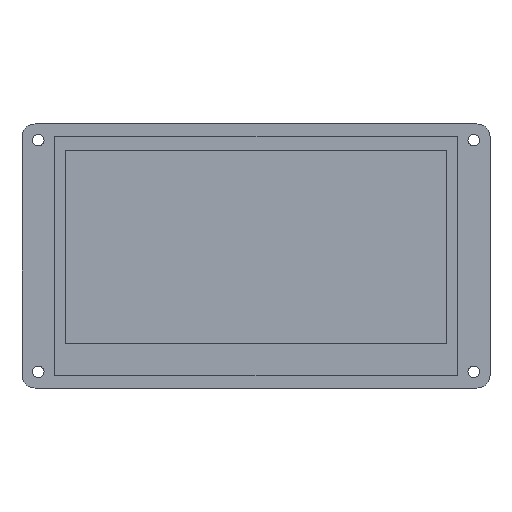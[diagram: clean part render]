
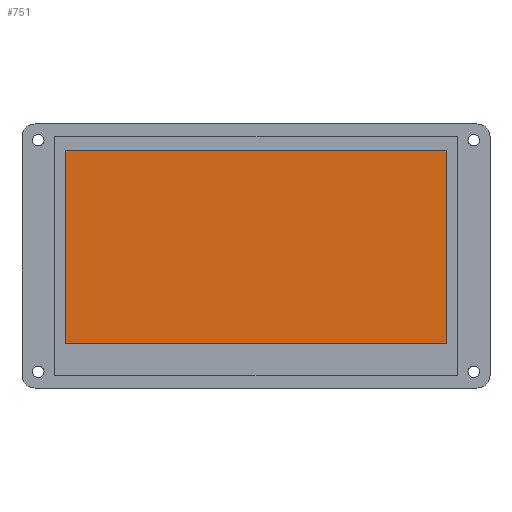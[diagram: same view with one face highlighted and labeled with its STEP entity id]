
A CAD part, top view. The second image highlights one B-rep face of the part: STEP entity #751.
In plain terms, the highlighted planar face has unit normal (0, 0, 1).
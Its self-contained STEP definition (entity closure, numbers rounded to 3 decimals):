
#55 = VECTOR ( 'NONE', #798, 1000. ) ;
#62 = CARTESIAN_POINT ( 'NONE',  ( 0., 0., 9.1 ) ) ;
#76 = LINE ( 'NONE', #293, #55 ) ;
#80 = LINE ( 'NONE', #461, #444 ) ;
#83 = EDGE_CURVE ( 'NONE', #893, #565, #76, .T. ) ;
#91 = CARTESIAN_POINT ( 'NONE',  ( 130.3, -67.412, 9.1 ) ) ;
#109 = ORIENTED_EDGE ( 'NONE', *, *, #83, .T. ) ;
#119 = VERTEX_POINT ( 'NONE', #219 ) ;
#155 = EDGE_CURVE ( 'NONE', #502, #119, #206, .T. ) ;
#206 = LINE ( 'NONE', #481, #456 ) ;
#208 = ORIENTED_EDGE ( 'NONE', *, *, #640, .T. ) ;
#216 = DIRECTION ( 'NONE',  ( 0., 0., 1. ) ) ;
#219 = CARTESIAN_POINT ( 'NONE',  ( 130.3, -67.412, 9.1 ) ) ;
#293 = CARTESIAN_POINT ( 'NONE',  ( 130.3, -8.07, 9.1 ) ) ;
#324 = CARTESIAN_POINT ( 'NONE',  ( 13.2, -8.07, 9.1 ) ) ;
#327 = VECTOR ( 'NONE', #591, 1000. ) ;
#360 = CARTESIAN_POINT ( 'NONE',  ( 130.3, -8.07, 9.1 ) ) ;
#444 = VECTOR ( 'NONE', #954, 1000. ) ;
#456 = VECTOR ( 'NONE', #559, 1000. ) ;
#461 = CARTESIAN_POINT ( 'NONE',  ( 13.2, -8.07, 9.1 ) ) ;
#481 = CARTESIAN_POINT ( 'NONE',  ( 13.2, -67.412, 9.1 ) ) ;
#502 = VERTEX_POINT ( 'NONE', #523 ) ;
#519 = ORIENTED_EDGE ( 'NONE', *, *, #980, .T. ) ;
#523 = CARTESIAN_POINT ( 'NONE',  ( 13.2, -67.412, 9.1 ) ) ;
#559 = DIRECTION ( 'NONE',  ( 1., 0., 0. ) ) ;
#565 = VERTEX_POINT ( 'NONE', #324 ) ;
#584 = LINE ( 'NONE', #91, #327 ) ;
#591 = DIRECTION ( 'NONE',  ( 0., 1., 0. ) ) ;
#629 = ORIENTED_EDGE ( 'NONE', *, *, #155, .T. ) ;
#640 = EDGE_CURVE ( 'NONE', #119, #893, #584, .T. ) ;
#725 = FACE_OUTER_BOUND ( 'NONE', #809, .T. ) ;
#751 = ADVANCED_FACE ( 'NONE', ( #725 ), #1048, .T. ) ;
#798 = DIRECTION ( 'NONE',  ( -1., 0., 0. ) ) ;
#800 = DIRECTION ( 'NONE',  ( 1., 0., 0. ) ) ;
#809 = EDGE_LOOP ( 'NONE', ( #109, #519, #629, #208 ) ) ;
#893 = VERTEX_POINT ( 'NONE', #360 ) ;
#954 = DIRECTION ( 'NONE',  ( 0., -1., 0. ) ) ;
#980 = EDGE_CURVE ( 'NONE', #565, #502, #80, .T. ) ;
#1026 = AXIS2_PLACEMENT_3D ( 'NONE', #62, #216, #800 ) ;
#1048 = PLANE ( 'NONE',  #1026 ) ;
